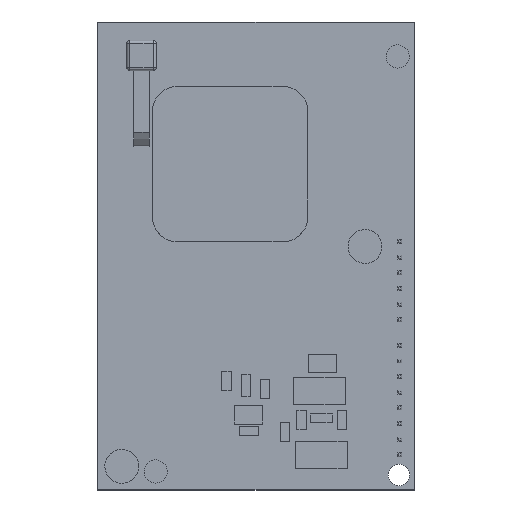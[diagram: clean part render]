
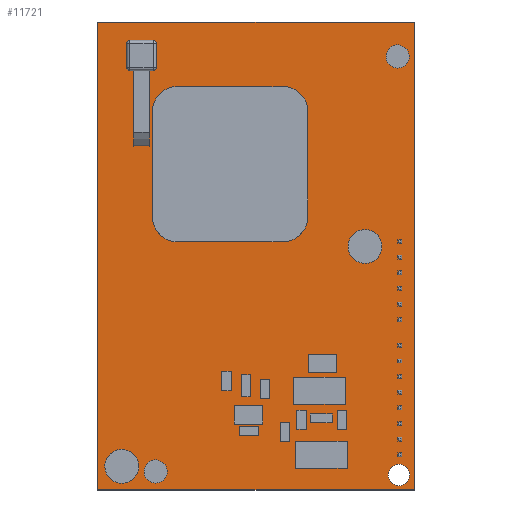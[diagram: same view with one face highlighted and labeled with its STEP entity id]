
A CAD part, top view. The second image highlights one B-rep face of the part: STEP entity #11721.
In plain terms, the highlighted planar face has unit normal (0, 0, 1).
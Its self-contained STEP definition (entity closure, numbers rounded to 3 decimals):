
#751=FACE_BOUND('',#2097,.T.);
#786=PLANE('',#12908);
#1418=FACE_OUTER_BOUND('',#2096,.T.);
#2096=EDGE_LOOP('',(#8511,#8512,#8513,#8514));
#2097=EDGE_LOOP('',(#8515));
#2804=LINE('',#17007,#4289);
#2807=LINE('',#17013,#4292);
#2810=LINE('',#17019,#4295);
#2812=LINE('',#17022,#4297);
#4289=VECTOR('',#13784,76.);
#4292=VECTOR('',#13789,51.4);
#4295=VECTOR('',#13794,76.);
#4297=VECTOR('',#13798,51.4);
#5770=CIRCLE('',#12902,1.75);
#5876=VERTEX_POINT('',#16994);
#5878=VERTEX_POINT('',#17000);
#5881=VERTEX_POINT('',#17005);
#5883=VERTEX_POINT('',#17011);
#5885=VERTEX_POINT('',#17017);
#6900=EDGE_CURVE('',#5876,#5876,#5770,.T.);
#6906=EDGE_CURVE('',#5878,#5881,#2804,.T.);
#6909=EDGE_CURVE('',#5881,#5883,#2807,.T.);
#6912=EDGE_CURVE('',#5883,#5885,#2810,.T.);
#6914=EDGE_CURVE('',#5885,#5878,#2812,.T.);
#8511=ORIENTED_EDGE('',*,*,#6914,.T.);
#8512=ORIENTED_EDGE('',*,*,#6906,.T.);
#8513=ORIENTED_EDGE('',*,*,#6909,.T.);
#8514=ORIENTED_EDGE('',*,*,#6912,.T.);
#8515=ORIENTED_EDGE('',*,*,#6900,.T.);
#11721=ADVANCED_FACE('',(#1418,#751),#786,.T.);
#12902=AXIS2_PLACEMENT_3D('',#16995,#13774,#13775);
#12908=AXIS2_PLACEMENT_3D('',#17023,#13799,#13800);
#13774=DIRECTION('center_axis',(0.,0.,-1.));
#13775=DIRECTION('ref_axis',(-0.996,-0.087,0.));
#13784=DIRECTION('',(0.,-1.,0.));
#13789=DIRECTION('',(1.,0.,0.));
#13794=DIRECTION('',(0.,1.,0.));
#13798=DIRECTION('',(-1.,0.,0.));
#13799=DIRECTION('center_axis',(0.,0.,1.));
#13800=DIRECTION('ref_axis',(1.,0.,0.));
#16994=CARTESIAN_POINT('',(50.643,-73.397,14.6));
#16995=CARTESIAN_POINT('Origin',(48.9,-73.55,14.6));
#17000=CARTESIAN_POINT('',(0.,0.,14.6));
#17005=CARTESIAN_POINT('',(0.,-76.,14.6));
#17007=CARTESIAN_POINT('',(0.,0.,14.6));
#17011=CARTESIAN_POINT('',(51.4,-76.,14.6));
#17013=CARTESIAN_POINT('',(0.,-76.,14.6));
#17017=CARTESIAN_POINT('',(51.4,0.,14.6));
#17019=CARTESIAN_POINT('',(51.4,-76.,14.6));
#17022=CARTESIAN_POINT('',(51.4,0.,14.6));
#17023=CARTESIAN_POINT('Origin',(-3.8,-79.8,14.6));
